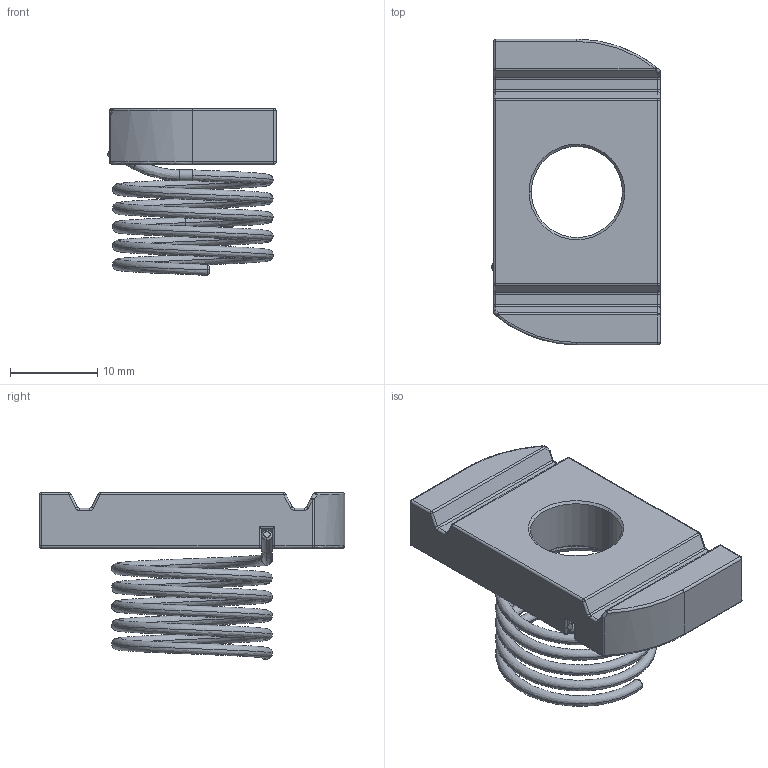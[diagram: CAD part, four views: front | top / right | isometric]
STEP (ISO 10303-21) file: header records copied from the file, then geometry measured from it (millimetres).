
FILE_DESCRIPTION (( 'STEP AP203' ), '1' );
FILE_NAME ('SCE-PS3816CN.step', '2021-02-09T22:31:36', ( 'ADC123' ), ( 'Microsoft' ), 'SwSTEP 2.0', 'SolidWorks 2019', '' );
FILE_SCHEMA (( 'CONFIG_CONTROL_DESIGN' ));
Length unit declared in the file: inch
Products named in the file (1): SCE-PS3816CN
Bounding box: 19.25 x 34.92 x 19.05 mm (x, y, z)
Volume: 3718.1 mm3; surface area: 3111 mm2
Topology: 1 solids, 1 shells, 115 faces, 288 edges, 157 vertices
Faces by surface type: cylinder 50, bspline 42, plane 19, cone 4
Entity records: 9682 total; most frequent: CARTESIAN_POINT 7204, ORIENTED_EDGE 540, DIRECTION 470, EDGE_CURVE 270, AXIS2_PLACEMENT_3D 186, VERTEX_POINT 157, EDGE_LOOP 117, ADVANCED_FACE 115
